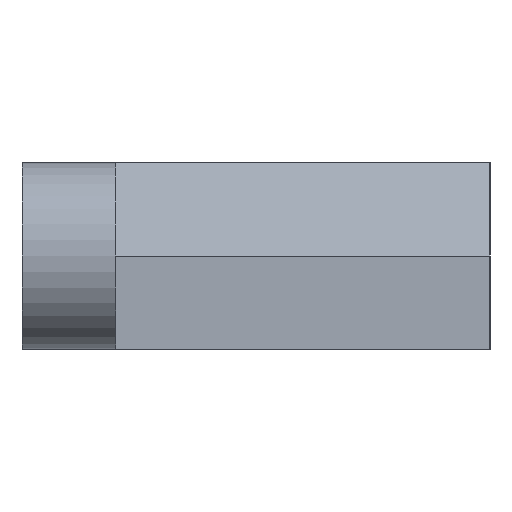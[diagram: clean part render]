
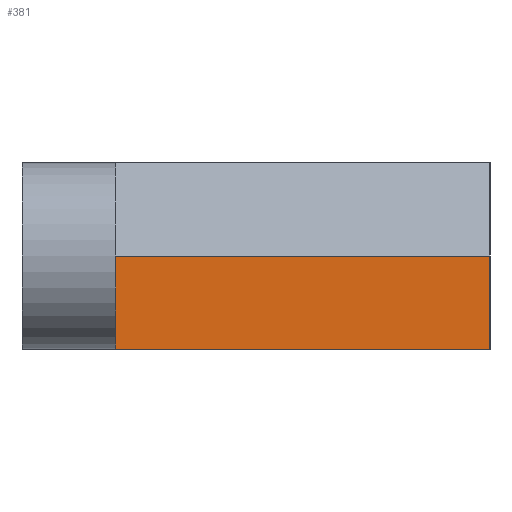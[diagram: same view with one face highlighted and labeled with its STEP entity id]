
A CAD part, left-side view. The second image highlights one B-rep face of the part: STEP entity #381.
In plain terms, the highlighted planar face has unit normal (-1, 0, 0).
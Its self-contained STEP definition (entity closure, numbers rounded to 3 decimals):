
#43=FACE_OUTER_BOUND('',#64,.T.);
#64=EDGE_LOOP('',(#309,#310,#311,#312));
#83=LINE('',#554,#127);
#96=LINE('',#579,#140);
#110=LINE('',#615,#154);
#111=LINE('',#616,#155);
#127=VECTOR('',#447,10.);
#140=VECTOR('',#464,10.);
#154=VECTOR('',#502,10.);
#155=VECTOR('',#503,10.);
#170=VERTEX_POINT('',#551);
#171=VERTEX_POINT('',#553);
#181=VERTEX_POINT('',#577);
#191=VERTEX_POINT('',#614);
#205=EDGE_CURVE('',#171,#170,#83,.T.);
#218=EDGE_CURVE('',#181,#170,#96,.T.);
#236=EDGE_CURVE('',#171,#191,#110,.T.);
#237=EDGE_CURVE('',#191,#181,#111,.T.);
#309=ORIENTED_EDGE('',*,*,#236,.F.);
#310=ORIENTED_EDGE('',*,*,#205,.T.);
#311=ORIENTED_EDGE('',*,*,#218,.F.);
#312=ORIENTED_EDGE('',*,*,#237,.F.);
#363=PLANE('',#419);
#381=ADVANCED_FACE('',(#43),#363,.T.);
#419=AXIS2_PLACEMENT_3D('',#613,#500,#501);
#447=DIRECTION('',(0.,-1.,0.));
#464=DIRECTION('',(0.,0.,-1.));
#500=DIRECTION('center_axis',(-1.,0.,0.));
#501=DIRECTION('ref_axis',(0.,0.,-1.));
#502=DIRECTION('',(0.,0.,1.));
#503=DIRECTION('',(0.,-1.,0.));
#551=CARTESIAN_POINT('',(6.25,-20.,-5.));
#553=CARTESIAN_POINT('',(6.25,0.,-5.));
#554=CARTESIAN_POINT('',(6.25,0.,-5.));
#577=CARTESIAN_POINT('',(6.25,-20.,0.));
#579=CARTESIAN_POINT('',(6.25,-20.,0.));
#613=CARTESIAN_POINT('Origin',(6.25,0.,0.));
#614=CARTESIAN_POINT('',(6.25,0.,0.));
#615=CARTESIAN_POINT('',(6.25,0.,0.));
#616=CARTESIAN_POINT('',(6.25,0.,0.));
